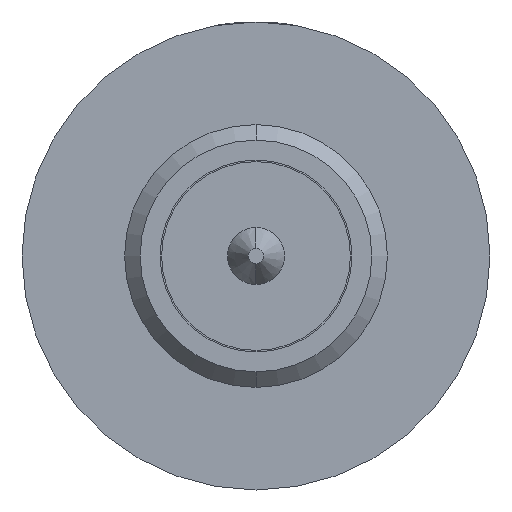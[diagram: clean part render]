
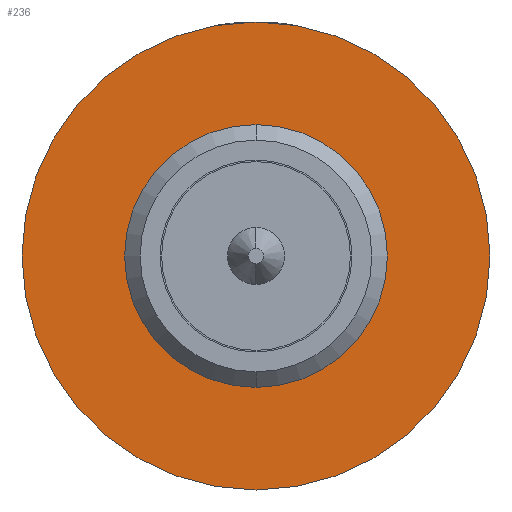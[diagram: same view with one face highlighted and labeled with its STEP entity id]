
A CAD part, front view. The second image highlights one B-rep face of the part: STEP entity #236.
In plain terms, the highlighted planar face has unit normal (0, -1, 0).
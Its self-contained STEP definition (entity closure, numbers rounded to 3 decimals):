
#117 = CARTESIAN_POINT ( 'NONE',  ( 0., -13.2, 0. ) ) ;
#207 = CARTESIAN_POINT ( 'NONE',  ( 0., -13.2, 0. ) ) ;
#236 = ADVANCED_FACE ( 'Defeature ausgef�hrt1_13', ( #2210, #1459 ), #1517, .F. ) ;
#324 = CARTESIAN_POINT ( 'NONE',  ( 0., -13.2, 1.685 ) ) ;
#632 = AXIS2_PLACEMENT_3D ( 'NONE', #207, #4296, #2446 ) ;
#664 = AXIS2_PLACEMENT_3D ( 'NONE', #1088, #4018, #689 ) ;
#689 = DIRECTION ( 'NONE',  ( 0., 0., 1. ) ) ;
#773 = DIRECTION ( 'NONE',  ( 0., 1., 0. ) ) ;
#833 = EDGE_CURVE ( 'Defeature ausgef�hrt1_13+Defeature ausgef�hrt1_0+Defeature ausgef�hrt1_0+Defeature ausgef�hrt1_0', #866, #4122, #3056, .T. ) ;
#866 = VERTEX_POINT ( 'NONE', #324 ) ;
#1000 = CARTESIAN_POINT ( 'NONE',  ( 0., -13.2, 3. ) ) ;
#1088 = CARTESIAN_POINT ( 'NONE',  ( 0., -13.2, 0. ) ) ;
#1136 = CIRCLE ( 'NONE', #632, 1.685 ) ;
#1440 = VERTEX_POINT ( 'NONE', #1000 ) ;
#1452 = DIRECTION ( 'NONE',  ( 0., 0., 1. ) ) ;
#1459 = FACE_OUTER_BOUND ( 'NONE', #2535, .T. ) ;
#1480 = CARTESIAN_POINT ( 'NONE',  ( 0., -13.2, 0. ) ) ;
#1517 = PLANE ( 'NONE',  #4608 ) ;
#1595 = CIRCLE ( 'NONE', #4225, 3. ) ;
#1739 = ORIENTED_EDGE ( 'NONE', *, *, #4456, .F. ) ;
#2210 = FACE_BOUND ( 'NONE', #4147, .T. ) ;
#2262 = DIRECTION ( 'NONE',  ( 0., 0., 1. ) ) ;
#2299 = ORIENTED_EDGE ( 'NONE', *, *, #3688, .T. ) ;
#2378 = ORIENTED_EDGE ( 'NONE', *, *, #833, .T. ) ;
#2446 = DIRECTION ( 'NONE',  ( 0., 0., 1. ) ) ;
#2535 = EDGE_LOOP ( 'NONE', ( #4741, #1739 ) ) ;
#2617 = CARTESIAN_POINT ( 'NONE',  ( 0., -13.2, -3. ) ) ;
#2667 = CIRCLE ( 'NONE', #3425, 3. ) ;
#2753 = CARTESIAN_POINT ( 'NONE',  ( 0., -13.2, -1.685 ) ) ;
#3056 = CIRCLE ( 'NONE', #664, 1.685 ) ;
#3076 = DIRECTION ( 'NONE',  ( 0., 1., 0. ) ) ;
#3331 = CARTESIAN_POINT ( 'NONE',  ( 3., -13.2, 0. ) ) ;
#3425 = AXIS2_PLACEMENT_3D ( 'NONE', #117, #3076, #4541 ) ;
#3427 = EDGE_CURVE ( 'Defeature ausgef�hrt1_12+Defeature ausgef�hrt1_13+Defeature ausgef�hrt1_13+Defeature ausgef�hrt1_13', #1440, #3989, #2667, .T. ) ;
#3688 = EDGE_CURVE ( 'Defeature ausgef�hrt1_13+Defeature ausgef�hrt1_0+Defeature ausgef�hrt1_0+Defeature ausgef�hrt1_0', #4122, #866, #1136, .T. ) ;
#3989 = VERTEX_POINT ( 'NONE', #2617 ) ;
#4018 = DIRECTION ( 'NONE',  ( 0., 1., 0. ) ) ;
#4122 = VERTEX_POINT ( 'NONE', #2753 ) ;
#4147 = EDGE_LOOP ( 'NONE', ( #2299, #2378 ) ) ;
#4225 = AXIS2_PLACEMENT_3D ( 'NONE', #1480, #4378, #1452 ) ;
#4296 = DIRECTION ( 'NONE',  ( 0., 1., 0. ) ) ;
#4378 = DIRECTION ( 'NONE',  ( 0., 1., 0. ) ) ;
#4456 = EDGE_CURVE ( 'Defeature ausgef�hrt1_12+Defeature ausgef�hrt1_13+Defeature ausgef�hrt1_13+Defeature ausgef�hrt1_13', #3989, #1440, #1595, .T. ) ;
#4541 = DIRECTION ( 'NONE',  ( 0., 0., 1. ) ) ;
#4608 = AXIS2_PLACEMENT_3D ( 'NONE', #3331, #773, #2262 ) ;
#4741 = ORIENTED_EDGE ( 'NONE', *, *, #3427, .F. ) ;
